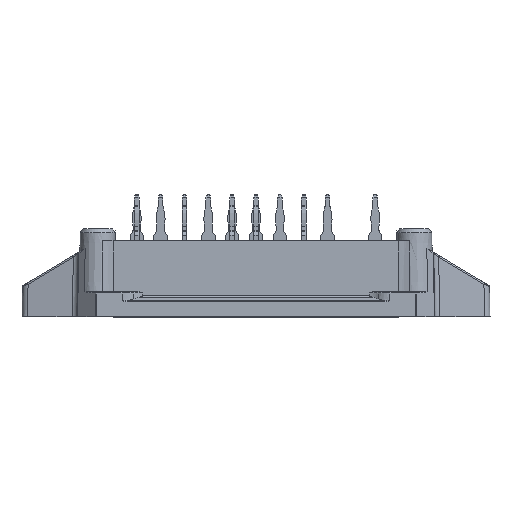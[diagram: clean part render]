
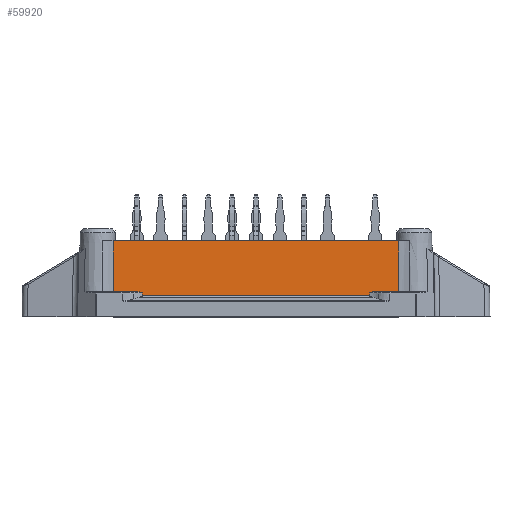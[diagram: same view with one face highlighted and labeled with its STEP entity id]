
A CAD part, front view. The second image highlights one B-rep face of the part: STEP entity #59920.
In plain terms, the highlighted planar face has unit normal (0, -1, 0.018).
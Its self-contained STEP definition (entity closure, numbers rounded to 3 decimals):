
#3146=B_SPLINE_CURVE_WITH_KNOTS('',3,(#82468,#82469,#82470,#82471),
 .UNSPECIFIED.,.F.,.F.,(4,4),(0.,0.001),
 .UNSPECIFIED.);
#3147=B_SPLINE_CURVE_WITH_KNOTS('',3,(#82476,#82477,#82478,#82479),
 .UNSPECIFIED.,.F.,.F.,(4,4),(0.001,0.001),
 .UNSPECIFIED.);
#3148=B_SPLINE_CURVE_WITH_KNOTS('',3,(#82481,#82482,#82483,#82484,#82485,
#82486,#82487),.UNSPECIFIED.,.F.,.F.,(4,1,1,1,4),(0.,
0.,0.,0.,0.001),
 .UNSPECIFIED.);
#3149=B_SPLINE_CURVE_WITH_KNOTS('',3,(#82491,#82492,#82493,#82494),
 .UNSPECIFIED.,.F.,.F.,(4,4),(0.,0.007),
 .UNSPECIFIED.);
#3150=B_SPLINE_CURVE_WITH_KNOTS('',3,(#82495,#82496,#82497,#82498),
 .UNSPECIFIED.,.F.,.F.,(4,4),(0.,0.007),.UNSPECIFIED.);
#3151=B_SPLINE_CURVE_WITH_KNOTS('',3,(#82502,#82503,#82504,#82505,#82506,
#82507),.UNSPECIFIED.,.F.,.F.,(4,1,1,4),(0.,0.,0.001,
0.001),.UNSPECIFIED.);
#4742=ORIENTED_EDGE('',*,*,#17526,.T.);
#4743=ORIENTED_EDGE('',*,*,#17527,.T.);
#4744=ORIENTED_EDGE('',*,*,#17528,.T.);
#4745=ORIENTED_EDGE('',*,*,#17529,.T.);
#4746=ORIENTED_EDGE('',*,*,#17530,.F.);
#4747=ORIENTED_EDGE('',*,*,#17531,.T.);
#4748=ORIENTED_EDGE('',*,*,#17047,.T.);
#4749=ORIENTED_EDGE('',*,*,#17532,.T.);
#4750=ORIENTED_EDGE('',*,*,#17533,.T.);
#4751=ORIENTED_EDGE('',*,*,#17534,.T.);
#17047=EDGE_CURVE('',#23460,#23459,#27167,.F.);
#17526=EDGE_CURVE('',#23902,#23903,#3146,.T.);
#17527=EDGE_CURVE('',#23903,#23904,#27382,.F.);
#17528=EDGE_CURVE('',#23904,#23905,#3147,.T.);
#17529=EDGE_CURVE('',#23905,#23906,#3148,.T.);
#17530=EDGE_CURVE('',#23907,#23906,#27383,.F.);
#17531=EDGE_CURVE('',#23907,#23460,#3149,.T.);
#17532=EDGE_CURVE('',#23459,#23908,#3150,.T.);
#17533=EDGE_CURVE('',#23908,#23909,#27384,.F.);
#17534=EDGE_CURVE('',#23909,#23902,#3151,.T.);
#23459=VERTEX_POINT('',#81174);
#23460=VERTEX_POINT('',#81176);
#23902=VERTEX_POINT('',#82472);
#23903=VERTEX_POINT('',#82473);
#23904=VERTEX_POINT('',#82475);
#23905=VERTEX_POINT('',#82480);
#23906=VERTEX_POINT('',#82488);
#23907=VERTEX_POINT('',#82490);
#23908=VERTEX_POINT('',#82499);
#23909=VERTEX_POINT('',#82501);
#27167=LINE('',#81175,#31263);
#27382=LINE('',#82474,#31478);
#27383=LINE('',#82489,#31479);
#27384=LINE('',#82500,#31480);
#31263=VECTOR('',#67786,1000.);
#31478=VECTOR('',#68449,1000.);
#31479=VECTOR('',#68450,1000.);
#31480=VECTOR('',#68451,1000.);
#35218=EDGE_LOOP('',(#4742,#4743,#4744,#4745,#4746,#4747,#4748,#4749,#4750,
#4751));
#37952=FACE_BOUND('',#35218,.T.);
#40572=PLANE('',#62963);
#59920=ADVANCED_FACE('',(#37952),#40572,.T.);
#62963=AXIS2_PLACEMENT_3D('',#82467,#68447,#68448);
#67786=DIRECTION('',(1.,0.,0.));
#68447=DIRECTION('',(0.,-1.,0.017));
#68448=DIRECTION('',(0.,0.017,1.));
#68449=DIRECTION('',(-1.,0.,0.));
#68450=DIRECTION('',(1.,0.,0.));
#68451=DIRECTION('',(-1.,0.,0.));
#81174=CARTESIAN_POINT('',(-19.154,-16.103,10.2));
#81175=CARTESIAN_POINT('',(-26.5,-16.103,10.2));
#81176=CARTESIAN_POINT('',(19.154,-16.103,10.2));
#82467=CARTESIAN_POINT('',(-26.5,-16.23,2.9));
#82468=CARTESIAN_POINT('',(-15.277,-16.225,3.203));
#82469=CARTESIAN_POINT('',(-15.277,-16.227,3.076));
#82470=CARTESIAN_POINT('',(-15.277,-16.229,2.949));
#82471=CARTESIAN_POINT('',(-15.277,-16.231,2.822));
#82472=CARTESIAN_POINT('',(-15.277,-16.225,3.203));
#82473=CARTESIAN_POINT('',(-15.277,-16.231,2.822));
#82474=CARTESIAN_POINT('',(15.276,-16.231,2.822));
#82475=CARTESIAN_POINT('',(15.277,-16.231,2.822));
#82476=CARTESIAN_POINT('',(15.277,-16.231,2.822));
#82477=CARTESIAN_POINT('',(15.277,-16.229,2.949));
#82478=CARTESIAN_POINT('',(15.277,-16.227,3.076));
#82479=CARTESIAN_POINT('',(15.277,-16.225,3.203));
#82480=CARTESIAN_POINT('',(15.277,-16.225,3.203));
#82481=CARTESIAN_POINT('',(15.277,-16.225,3.203));
#82482=CARTESIAN_POINT('',(15.277,-16.224,3.233));
#82483=CARTESIAN_POINT('',(15.331,-16.223,3.273));
#82484=CARTESIAN_POINT('',(15.431,-16.223,3.319));
#82485=CARTESIAN_POINT('',(15.627,-16.222,3.377));
#82486=CARTESIAN_POINT('',(15.794,-16.221,3.4));
#82487=CARTESIAN_POINT('',(15.909,-16.221,3.4));
#82488=CARTESIAN_POINT('',(15.909,-16.221,3.4));
#82489=CARTESIAN_POINT('',(-26.5,-16.221,3.4));
#82490=CARTESIAN_POINT('',(19.136,-16.221,3.4));
#82491=CARTESIAN_POINT('',(19.136,-16.221,3.4));
#82492=CARTESIAN_POINT('',(19.142,-16.182,5.667));
#82493=CARTESIAN_POINT('',(19.148,-16.142,7.933));
#82494=CARTESIAN_POINT('',(19.154,-16.103,10.2));
#82495=CARTESIAN_POINT('',(-19.154,-16.103,10.2));
#82496=CARTESIAN_POINT('',(-19.148,-16.142,7.933));
#82497=CARTESIAN_POINT('',(-19.142,-16.182,5.667));
#82498=CARTESIAN_POINT('',(-19.136,-16.221,3.4));
#82499=CARTESIAN_POINT('',(-19.136,-16.221,3.4));
#82500=CARTESIAN_POINT('',(-26.5,-16.221,3.4));
#82501=CARTESIAN_POINT('',(-15.909,-16.221,3.4));
#82502=CARTESIAN_POINT('',(-15.909,-16.221,3.4));
#82503=CARTESIAN_POINT('',(-15.794,-16.221,3.4));
#82504=CARTESIAN_POINT('',(-15.619,-16.222,3.378));
#82505=CARTESIAN_POINT('',(-15.415,-16.223,3.31));
#82506=CARTESIAN_POINT('',(-15.277,-16.224,3.262));
#82507=CARTESIAN_POINT('',(-15.277,-16.225,3.203));
